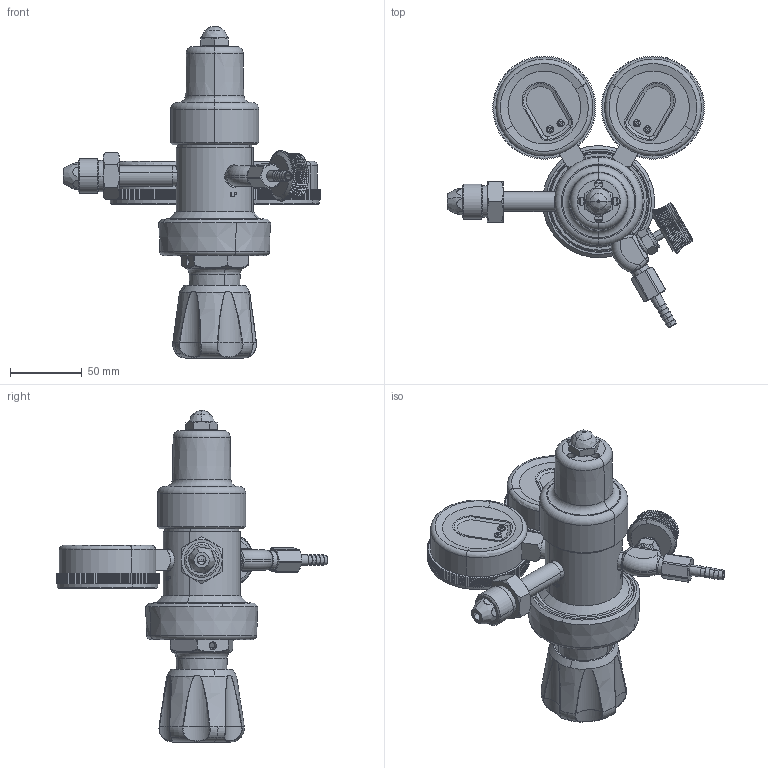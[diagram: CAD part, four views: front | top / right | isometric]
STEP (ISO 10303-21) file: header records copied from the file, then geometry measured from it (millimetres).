
FILE_DESCRIPTION((''),'2;1');
FILE_NAME('MREG-5140-XX_ASM','2022-02-21T11:27:51',('DLachman'),('MATHESON TRI-GAS'),'CREO PARAMETRIC BY PTC INC, 2018260','CREO PARAMETRIC BY PTC INC, 2018260','');
FILE_SCHEMA(('CONFIG_CONTROL_DESIGN'));
Length unit declared in the file: inch
Products named in the file (20): MREG-5140-6; MREG-5140-8; MREG-5140-9; MREG-5140-10; MREG-5140-12; MREG-5140-13; MREG-5140-14; MREG-5140-15; MREG-5140-11_ASM; MREG-5140-16; MREG-5140-17; M1253-580-12; MREG-5140-3; MREG-5140-4; MREG-5140-5; MREG-5140-2_ASM; M1253-580-9; M1253-580-8; MNUT-0219-SA; MREG-5140-XX_ASM
Assembly tree (20 placements, depth 3):
  MREG-5140-XX_ASM
    MREG-5140-6
    MREG-5140-8
    MREG-5140-9
    MREG-5140-10
    MREG-5140-11_ASM
      MREG-5140-12
      MREG-5140-13
      MREG-5140-14
      MREG-5140-15
    MREG-5140-16
    MREG-5140-17
    M1253-580-12
    MREG-5140-2_ASM  x2
      MREG-5140-3
      MREG-5140-4
      MREG-5140-5
    M1253-580-9
    M1253-580-8
    MNUT-0219-SA
Bounding box: 179.23 x 189.65 x 231.51 mm (x, y, z)
Volume: 428101.4 mm3; surface area: 184440.3 mm2
Topology: 20 solids, 20 shells, 2651 faces, 7539 edges, 5033 vertices
Faces by surface type: plane 1034, cylinder 730, cone 474, torus 257, bspline 134, sphere 16, extrusion 6
Entity records: 84260 total; most frequent: CARTESIAN_POINT 31427, ORIENTED_EDGE 11536, DIRECTION 10599, EDGE_CURVE 5768, AXIS2_PLACEMENT_3D 4135, VERTEX_POINT 3872, VECTOR 2329, LINE 2323
